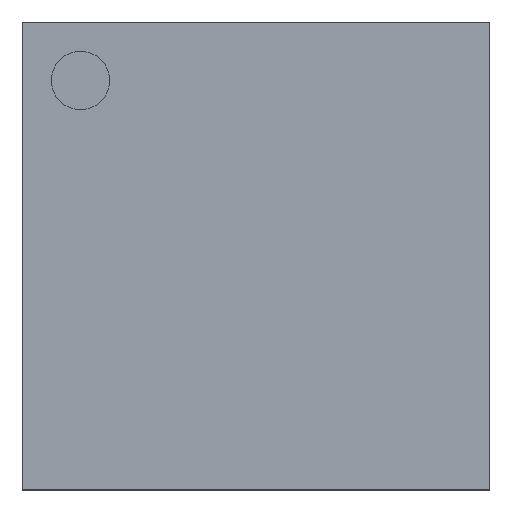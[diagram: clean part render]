
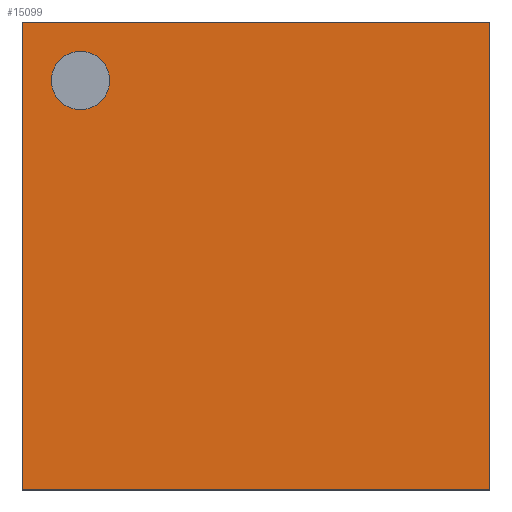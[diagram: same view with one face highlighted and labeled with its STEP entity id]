
A CAD part, top view. The second image highlights one B-rep face of the part: STEP entity #15099.
In plain terms, the highlighted planar face has unit normal (0, 0, 1).
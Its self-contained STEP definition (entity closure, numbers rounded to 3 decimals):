
#14910 = VERTEX_POINT('',#14911);
#14911 = CARTESIAN_POINT('',(-6.5,-6.5,0.89));
#14918 = PLANE('',#14919);
#14919 = AXIS2_PLACEMENT_3D('',#14920,#14921,#14922);
#14920 = CARTESIAN_POINT('',(-6.5,-6.5,0.3));
#14921 = DIRECTION('',(1.,0.,0.));
#14922 = DIRECTION('',(0.,0.,1.));
#14930 = PLANE('',#14931);
#14931 = AXIS2_PLACEMENT_3D('',#14932,#14933,#14934);
#14932 = CARTESIAN_POINT('',(-6.5,-6.5,0.3));
#14933 = DIRECTION('',(0.,1.,0.));
#14934 = DIRECTION('',(0.,0.,1.));
#14971 = VERTEX_POINT('',#14972);
#14972 = CARTESIAN_POINT('',(-6.5,6.5,0.89));
#14986 = PLANE('',#14987);
#14987 = AXIS2_PLACEMENT_3D('',#14988,#14989,#14990);
#14988 = CARTESIAN_POINT('',(-6.5,6.5,0.3));
#14989 = DIRECTION('',(0.,1.,0.));
#14990 = DIRECTION('',(0.,0.,1.));
#14998 = EDGE_CURVE('',#14910,#14971,#14999,.T.);
#14999 = SURFACE_CURVE('',#15000,(#15004,#15011),.PCURVE_S1.);
#15000 = LINE('',#15001,#15002);
#15001 = CARTESIAN_POINT('',(-6.5,-6.5,0.89));
#15002 = VECTOR('',#15003,1.);
#15003 = DIRECTION('',(0.,1.,0.));
#15004 = PCURVE('',#14918,#15005);
#15005 = DEFINITIONAL_REPRESENTATION('',(#15006),#15010);
#15006 = LINE('',#15007,#15008);
#15007 = CARTESIAN_POINT('',(0.59,0.));
#15008 = VECTOR('',#15009,1.);
#15009 = DIRECTION('',(0.,-1.));
#15010 = ( GEOMETRIC_REPRESENTATION_CONTEXT(2) 
PARAMETRIC_REPRESENTATION_CONTEXT() REPRESENTATION_CONTEXT('2D SPACE',''
  ) );
#15011 = PCURVE('',#15012,#15017);
#15012 = PLANE('',#15013);
#15013 = AXIS2_PLACEMENT_3D('',#15014,#15015,#15016);
#15014 = CARTESIAN_POINT('',(-6.5,-6.5,0.89));
#15015 = DIRECTION('',(0.,0.,1.));
#15016 = DIRECTION('',(1.,0.,0.));
#15017 = DEFINITIONAL_REPRESENTATION('',(#15018),#15022);
#15018 = LINE('',#15019,#15020);
#15019 = CARTESIAN_POINT('',(0.,0.));
#15020 = VECTOR('',#15021,1.);
#15021 = DIRECTION('',(0.,1.));
#15022 = ( GEOMETRIC_REPRESENTATION_CONTEXT(2) 
PARAMETRIC_REPRESENTATION_CONTEXT() REPRESENTATION_CONTEXT('2D SPACE',''
  ) );
#15051 = EDGE_CURVE('',#14910,#15052,#15054,.T.);
#15052 = VERTEX_POINT('',#15053);
#15053 = CARTESIAN_POINT('',(6.5,-6.5,0.89));
#15054 = SURFACE_CURVE('',#15055,(#15059,#15066),.PCURVE_S1.);
#15055 = LINE('',#15056,#15057);
#15056 = CARTESIAN_POINT('',(-6.5,-6.5,0.89));
#15057 = VECTOR('',#15058,1.);
#15058 = DIRECTION('',(1.,0.,0.));
#15059 = PCURVE('',#14930,#15060);
#15060 = DEFINITIONAL_REPRESENTATION('',(#15061),#15065);
#15061 = LINE('',#15062,#15063);
#15062 = CARTESIAN_POINT('',(0.59,0.));
#15063 = VECTOR('',#15064,1.);
#15064 = DIRECTION('',(0.,1.));
#15065 = ( GEOMETRIC_REPRESENTATION_CONTEXT(2) 
PARAMETRIC_REPRESENTATION_CONTEXT() REPRESENTATION_CONTEXT('2D SPACE',''
  ) );
#15066 = PCURVE('',#15012,#15067);
#15067 = DEFINITIONAL_REPRESENTATION('',(#15068),#15072);
#15068 = LINE('',#15069,#15070);
#15069 = CARTESIAN_POINT('',(0.,0.));
#15070 = VECTOR('',#15071,1.);
#15071 = DIRECTION('',(1.,0.));
#15072 = ( GEOMETRIC_REPRESENTATION_CONTEXT(2) 
PARAMETRIC_REPRESENTATION_CONTEXT() REPRESENTATION_CONTEXT('2D SPACE',''
  ) );
#15088 = PLANE('',#15089);
#15089 = AXIS2_PLACEMENT_3D('',#15090,#15091,#15092);
#15090 = CARTESIAN_POINT('',(6.5,-6.5,0.3));
#15091 = DIRECTION('',(1.,0.,0.));
#15092 = DIRECTION('',(0.,0.,1.));
#15099 = ADVANCED_FACE('',(#15100,#15148),#15012,.T.);
#15100 = FACE_BOUND('',#15101,.T.);
#15101 = EDGE_LOOP('',(#15102,#15103,#15104,#15127));
#15102 = ORIENTED_EDGE('',*,*,#14998,.F.);
#15103 = ORIENTED_EDGE('',*,*,#15051,.T.);
#15104 = ORIENTED_EDGE('',*,*,#15105,.T.);
#15105 = EDGE_CURVE('',#15052,#15106,#15108,.T.);
#15106 = VERTEX_POINT('',#15107);
#15107 = CARTESIAN_POINT('',(6.5,6.5,0.89));
#15108 = SURFACE_CURVE('',#15109,(#15113,#15120),.PCURVE_S1.);
#15109 = LINE('',#15110,#15111);
#15110 = CARTESIAN_POINT('',(6.5,-6.5,0.89));
#15111 = VECTOR('',#15112,1.);
#15112 = DIRECTION('',(0.,1.,0.));
#15113 = PCURVE('',#15012,#15114);
#15114 = DEFINITIONAL_REPRESENTATION('',(#15115),#15119);
#15115 = LINE('',#15116,#15117);
#15116 = CARTESIAN_POINT('',(13.,0.));
#15117 = VECTOR('',#15118,1.);
#15118 = DIRECTION('',(0.,1.));
#15119 = ( GEOMETRIC_REPRESENTATION_CONTEXT(2) 
PARAMETRIC_REPRESENTATION_CONTEXT() REPRESENTATION_CONTEXT('2D SPACE',''
  ) );
#15120 = PCURVE('',#15088,#15121);
#15121 = DEFINITIONAL_REPRESENTATION('',(#15122),#15126);
#15122 = LINE('',#15123,#15124);
#15123 = CARTESIAN_POINT('',(0.59,0.));
#15124 = VECTOR('',#15125,1.);
#15125 = DIRECTION('',(0.,-1.));
#15126 = ( GEOMETRIC_REPRESENTATION_CONTEXT(2) 
PARAMETRIC_REPRESENTATION_CONTEXT() REPRESENTATION_CONTEXT('2D SPACE',''
  ) );
#15127 = ORIENTED_EDGE('',*,*,#15128,.F.);
#15128 = EDGE_CURVE('',#14971,#15106,#15129,.T.);
#15129 = SURFACE_CURVE('',#15130,(#15134,#15141),.PCURVE_S1.);
#15130 = LINE('',#15131,#15132);
#15131 = CARTESIAN_POINT('',(-6.5,6.5,0.89));
#15132 = VECTOR('',#15133,1.);
#15133 = DIRECTION('',(1.,0.,0.));
#15134 = PCURVE('',#15012,#15135);
#15135 = DEFINITIONAL_REPRESENTATION('',(#15136),#15140);
#15136 = LINE('',#15137,#15138);
#15137 = CARTESIAN_POINT('',(0.,13.));
#15138 = VECTOR('',#15139,1.);
#15139 = DIRECTION('',(1.,0.));
#15140 = ( GEOMETRIC_REPRESENTATION_CONTEXT(2) 
PARAMETRIC_REPRESENTATION_CONTEXT() REPRESENTATION_CONTEXT('2D SPACE',''
  ) );
#15141 = PCURVE('',#14986,#15142);
#15142 = DEFINITIONAL_REPRESENTATION('',(#15143),#15147);
#15143 = LINE('',#15144,#15145);
#15144 = CARTESIAN_POINT('',(0.59,0.));
#15145 = VECTOR('',#15146,1.);
#15146 = DIRECTION('',(0.,1.));
#15147 = ( GEOMETRIC_REPRESENTATION_CONTEXT(2) 
PARAMETRIC_REPRESENTATION_CONTEXT() REPRESENTATION_CONTEXT('2D SPACE',''
  ) );
#15148 = FACE_BOUND('',#15149,.T.);
#15149 = EDGE_LOOP('',(#15150));
#15150 = ORIENTED_EDGE('',*,*,#15151,.F.);
#15151 = EDGE_CURVE('',#15152,#15152,#15154,.T.);
#15152 = VERTEX_POINT('',#15153);
#15153 = CARTESIAN_POINT('',(-4.063,4.875,0.89));
#15154 = SURFACE_CURVE('',#15155,(#15160,#15167),.PCURVE_S1.);
#15155 = CIRCLE('',#15156,0.813);
#15156 = AXIS2_PLACEMENT_3D('',#15157,#15158,#15159);
#15157 = CARTESIAN_POINT('',(-4.875,4.875,0.89));
#15158 = DIRECTION('',(0.,0.,1.));
#15159 = DIRECTION('',(1.,0.,0.));
#15160 = PCURVE('',#15012,#15161);
#15161 = DEFINITIONAL_REPRESENTATION('',(#15162),#15166);
#15162 = CIRCLE('',#15163,0.813);
#15163 = AXIS2_PLACEMENT_2D('',#15164,#15165);
#15164 = CARTESIAN_POINT('',(1.625,11.375));
#15165 = DIRECTION('',(1.,0.));
#15166 = ( GEOMETRIC_REPRESENTATION_CONTEXT(2) 
PARAMETRIC_REPRESENTATION_CONTEXT() REPRESENTATION_CONTEXT('2D SPACE',''
  ) );
#15167 = PCURVE('',#15168,#15173);
#15168 = CYLINDRICAL_SURFACE('',#15169,0.813);
#15169 = AXIS2_PLACEMENT_3D('',#15170,#15171,#15172);
#15170 = CARTESIAN_POINT('',(-4.875,4.875,0.801));
#15171 = DIRECTION('',(0.,0.,1.));
#15172 = DIRECTION('',(1.,0.,0.));
#15173 = DEFINITIONAL_REPRESENTATION('',(#15174),#15178);
#15174 = LINE('',#15175,#15176);
#15175 = CARTESIAN_POINT('',(0.,0.089));
#15176 = VECTOR('',#15177,1.);
#15177 = DIRECTION('',(1.,0.));
#15178 = ( GEOMETRIC_REPRESENTATION_CONTEXT(2) 
PARAMETRIC_REPRESENTATION_CONTEXT() REPRESENTATION_CONTEXT('2D SPACE',''
  ) );
